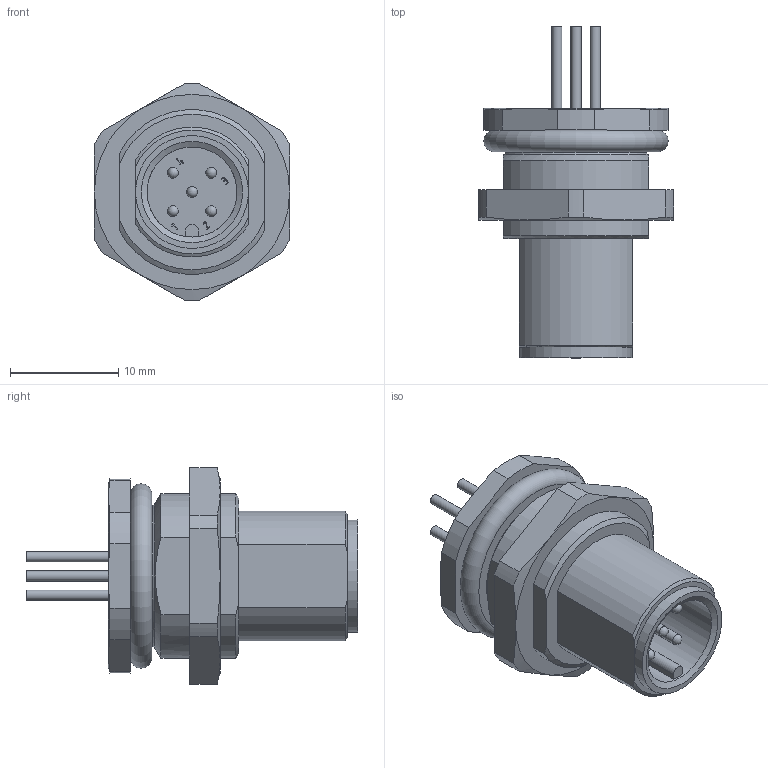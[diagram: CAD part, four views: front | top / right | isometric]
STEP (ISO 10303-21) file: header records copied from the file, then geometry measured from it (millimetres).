
FILE_DESCRIPTION(/* description */ (''),/* implementation_level */ '2;1');
FILE_NAME(/* name */ '09_3441_XXX_05_007_02.stp',/* time_stamp */ '2013-06-24T14:27:37+02:00',/* author */ (''),/* organization */ (''),/* preprocessor_version */ 'ST-DEVELOPER v14',/* originating_system */ 'SIEMENS PLM Software NX 8.0',/* authorisation */ '');
FILE_SCHEMA (('AUTOMOTIVE_DESIGN { 1 0 10303 214 3 1 1 1 }'));
Length unit declared in the file: millimetre
Products named in the file (1): kbor10846FB5w9v5
Bounding box: 18 x 30.6 x 19.99 mm (x, y, z)
Volume: 2521.6 mm3; surface area: 3008.1 mm2
Topology: 1 solids, 1 shells, 301 faces, 762 edges, 491 vertices
Faces by surface type: plane 128, cylinder 76, extrusion 32, cone 28, bspline 20, torus 12, sphere 5
Full cylindrical faces by diameter (mm): 0.93 x5, 1 x5, 1.5 x5, 1.7 x5, 2.2 x1, 8.3 x1, 10.4 x1, 11 x1, 13 x1
Entity records: 10320 total; most frequent: CARTESIAN_POINT 3596, ORIENTED_EDGE 1410, DIRECTION 1258, EDGE_CURVE 705, AXIS2_PLACEMENT_3D 477, VERTEX_POINT 475, EDGE_LOOP 370, VECTOR 304
